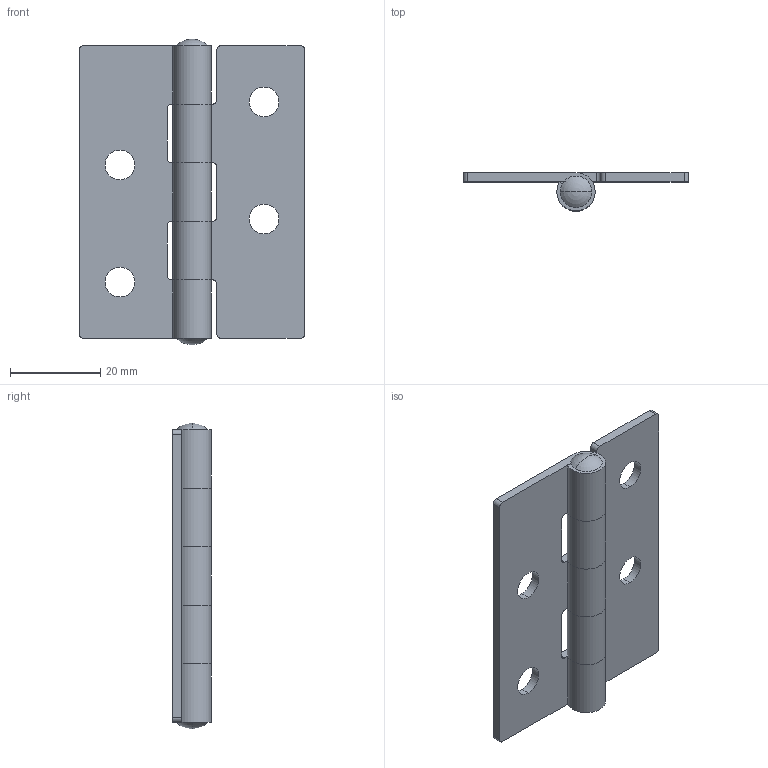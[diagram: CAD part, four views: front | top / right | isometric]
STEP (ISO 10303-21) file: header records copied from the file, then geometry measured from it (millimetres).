
FILE_DESCRIPTION( (''), '2;1');
FILE_NAME ('PC011.16028.TH_187SUS_772.stp','2024-02-07T09:40:35',(''),(''),'spGate 19.8.4 (****-****-****-****)','','');
FILE_SCHEMA (('AUTOMOTIVE_DESIGN'));
Length unit declared in the file: millimetre
Products named in the file (4): Assembly; TH_187SUS_1; TH_187SUS_2; TH_187SUS_3
Assembly tree (3 placements, depth 2):
  Assembly
    TH_187SUS_1
    TH_187SUS_2
    TH_187SUS_3
Bounding box: 50 x 8.48 x 67.8 mm (x, y, z)
Volume: 8827.1 mm3; surface area: 10072 mm2
Topology: 3 solids, 3 shells, 68 faces, 190 edges, 126 vertices
Faces by surface type: cylinder 34, plane 30, sphere 4
Entity records: 3768 total; most frequent: CARTESIAN_POINT 406, DIRECTION 400, ORIENTED_EDGE 372, COLOUR_RGB 257, PRESENTATION_STYLE_ASSIGNMENT 257, STYLED_ITEM 257, EDGE_CURVE 186, DRAUGHTING_PRE_DEFINED_CURVE_FONT 186
